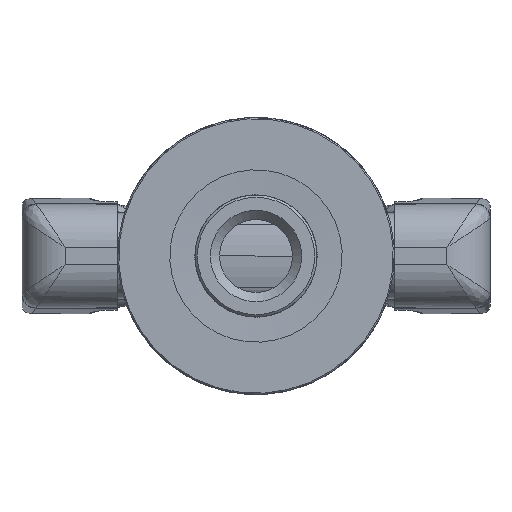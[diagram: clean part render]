
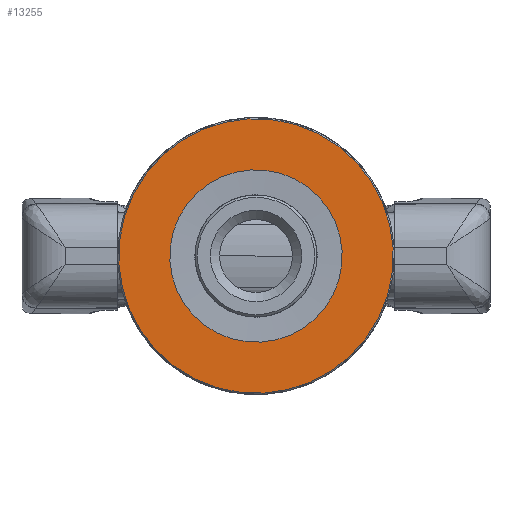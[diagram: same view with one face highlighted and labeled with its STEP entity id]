
A CAD part, front view. The second image highlights one B-rep face of the part: STEP entity #13255.
In plain terms, the highlighted face is planar.
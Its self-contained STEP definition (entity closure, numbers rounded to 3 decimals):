
#127=FACE_BOUND('',#4006,.T.);
#2471=PLANE('',#14214);
#3176=FACE_OUTER_BOUND('',#4005,.T.);
#4005=EDGE_LOOP('',(#11395));
#4006=EDGE_LOOP('',(#11396));
#4525=CIRCLE('',#14211,22.3);
#4527=CIRCLE('',#14215,14.);
#6207=VERTEX_POINT('',#39579);
#6209=VERTEX_POINT('',#39585);
#8015=EDGE_CURVE('',#6207,#6207,#4525,.T.);
#8017=EDGE_CURVE('',#6209,#6209,#4527,.T.);
#11395=ORIENTED_EDGE('',*,*,#8015,.F.);
#11396=ORIENTED_EDGE('',*,*,#8017,.F.);
#13255=ADVANCED_FACE('',(#3176,#127),#2471,.F.);
#14211=AXIS2_PLACEMENT_3D('',#39580,#16337,#16338);
#14214=AXIS2_PLACEMENT_3D('',#39584,#16343,#16344);
#14215=AXIS2_PLACEMENT_3D('',#39586,#16345,#16346);
#16337=DIRECTION('center_axis',(0.,0.,1.));
#16338=DIRECTION('ref_axis',(-1.,0.,0.));
#16343=DIRECTION('center_axis',(0.,0.,1.));
#16344=DIRECTION('ref_axis',(1.,0.,0.));
#16345=DIRECTION('center_axis',(0.,0.,-1.));
#16346=DIRECTION('ref_axis',(-1.,0.,0.));
#39579=CARTESIAN_POINT('',(22.3,0.,0.));
#39580=CARTESIAN_POINT('Origin',(0.,0.,0.));
#39584=CARTESIAN_POINT('Origin',(0.,0.,0.));
#39585=CARTESIAN_POINT('',(14.,0.,0.));
#39586=CARTESIAN_POINT('Origin',(0.,0.,0.));
